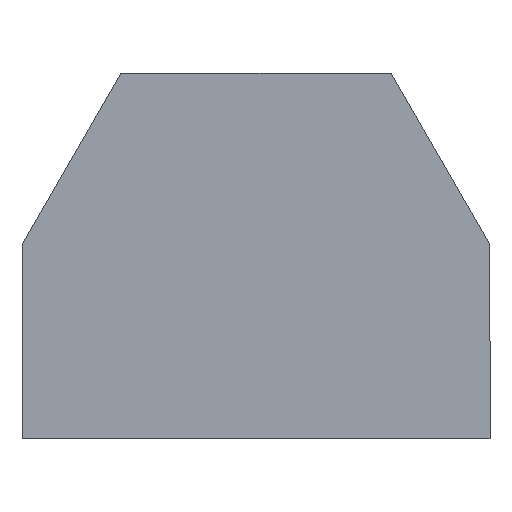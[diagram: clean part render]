
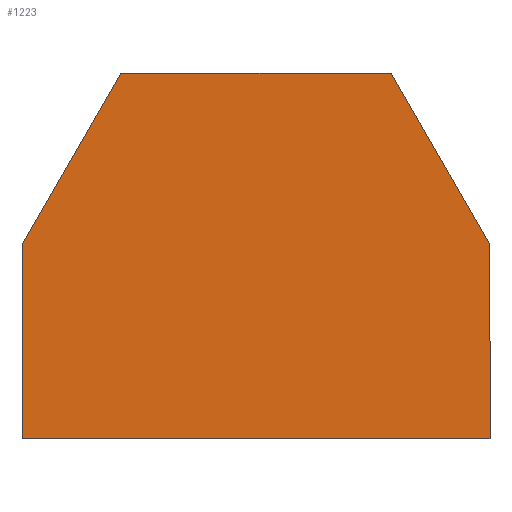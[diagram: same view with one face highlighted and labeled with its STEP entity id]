
A CAD part, front view. The second image highlights one B-rep face of the part: STEP entity #1223.
In plain terms, the highlighted face is planar.
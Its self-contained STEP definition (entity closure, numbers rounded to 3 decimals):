
#21 = LINE ( 'NONE', #1276, #801 ) ;
#48 = VERTEX_POINT ( 'NONE', #1725 ) ;
#64 = DIRECTION ( 'NONE',  ( 0., 0., 1. ) ) ;
#68 = DIRECTION ( 'NONE',  ( 0., -1., 0. ) ) ;
#204 = ORIENTED_EDGE ( 'NONE', *, *, #1626, .F. ) ;
#288 = DIRECTION ( 'NONE',  ( 1., 0., 0. ) ) ;
#321 = CARTESIAN_POINT ( 'NONE',  ( 0., 30., 20. ) ) ;
#352 = VECTOR ( 'NONE', #1077, 1000. ) ;
#384 = VECTOR ( 'NONE', #1030, 1000. ) ;
#399 = CARTESIAN_POINT ( 'NONE',  ( 0., 0., 20. ) ) ;
#410 = EDGE_LOOP ( 'NONE', ( #1308, #1969, #204, #1782, #1982, #1584 ) ) ;
#499 = AXIS2_PLACEMENT_3D ( 'NONE', #399, #64, #288 ) ;
#564 = CARTESIAN_POINT ( 'NONE',  ( 0., -290., 20. ) ) ;
#594 = EDGE_CURVE ( 'NONE', #1928, #48, #1392, .T. ) ;
#623 = LINE ( 'NONE', #1319, #921 ) ;
#674 = VECTOR ( 'NONE', #1015, 1000. ) ;
#692 = EDGE_CURVE ( 'NONE', #1771, #711, #21, .T. ) ;
#703 = PLANE ( 'NONE',  #499 ) ;
#711 = VERTEX_POINT ( 'NONE', #1262 ) ;
#721 = CARTESIAN_POINT ( 'NONE',  ( 323.408, -290., 20. ) ) ;
#774 = CARTESIAN_POINT ( 'NONE',  ( -86.592, -290., 20. ) ) ;
#801 = VECTOR ( 'NONE', #1236, 1000. ) ;
#893 = LINE ( 'NONE', #2005, #352 ) ;
#894 = VERTEX_POINT ( 'NONE', #774 ) ;
#921 = VECTOR ( 'NONE', #68, 1000. ) ;
#1015 = DIRECTION ( 'NONE',  ( 0., 1., 0. ) ) ;
#1024 = LINE ( 'NONE', #1935, #674 ) ;
#1030 = DIRECTION ( 'NONE',  ( -1., 0., 0. ) ) ;
#1077 = DIRECTION ( 'NONE',  ( 1., 0., 0. ) ) ;
#1223 = ADVANCED_FACE ( 'NONE', ( #1922 ), #703, .T. ) ;
#1236 = DIRECTION ( 'NONE',  ( 0.5, -0.866, 0. ) ) ;
#1262 = CARTESIAN_POINT ( 'NONE',  ( 323.408, -120., 20. ) ) ;
#1276 = CARTESIAN_POINT ( 'NONE',  ( 190.599, 110.039, 20. ) ) ;
#1308 = ORIENTED_EDGE ( 'NONE', *, *, #594, .T. ) ;
#1319 = CARTESIAN_POINT ( 'NONE',  ( 323.408, 0., 20. ) ) ;
#1392 = LINE ( 'NONE', #1558, #1848 ) ;
#1420 = VERTEX_POINT ( 'NONE', #721 ) ;
#1527 = EDGE_CURVE ( 'NONE', #894, #48, #1024, .T. ) ;
#1549 = EDGE_CURVE ( 'NONE', #711, #1420, #623, .T. ) ;
#1551 = DIRECTION ( 'NONE',  ( -0.5, -0.866, 0. ) ) ;
#1558 = CARTESIAN_POINT ( 'NONE',  ( -12.99, 7.499, 20. ) ) ;
#1584 = ORIENTED_EDGE ( 'NONE', *, *, #1828, .F. ) ;
#1626 = EDGE_CURVE ( 'NONE', #1420, #894, #2022, .T. ) ;
#1663 = CARTESIAN_POINT ( 'NONE',  ( 236.808, 30., 20. ) ) ;
#1725 = CARTESIAN_POINT ( 'NONE',  ( -86.592, -120., 20. ) ) ;
#1771 = VERTEX_POINT ( 'NONE', #1663 ) ;
#1782 = ORIENTED_EDGE ( 'NONE', *, *, #1549, .F. ) ;
#1828 = EDGE_CURVE ( 'NONE', #1928, #1771, #893, .T. ) ;
#1848 = VECTOR ( 'NONE', #1551, 1000. ) ;
#1922 = FACE_OUTER_BOUND ( 'NONE', #410, .T. ) ;
#1928 = VERTEX_POINT ( 'NONE', #321 ) ;
#1935 = CARTESIAN_POINT ( 'NONE',  ( -86.592, 0., 20. ) ) ;
#1969 = ORIENTED_EDGE ( 'NONE', *, *, #1527, .F. ) ;
#1982 = ORIENTED_EDGE ( 'NONE', *, *, #692, .F. ) ;
#2005 = CARTESIAN_POINT ( 'NONE',  ( 0., 30., 20. ) ) ;
#2022 = LINE ( 'NONE', #564, #384 ) ;
